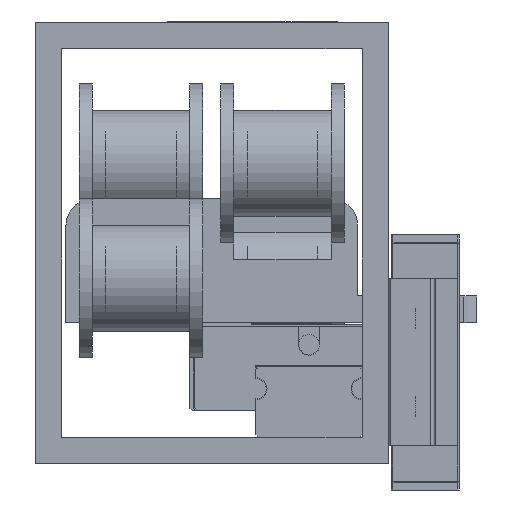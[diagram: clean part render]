
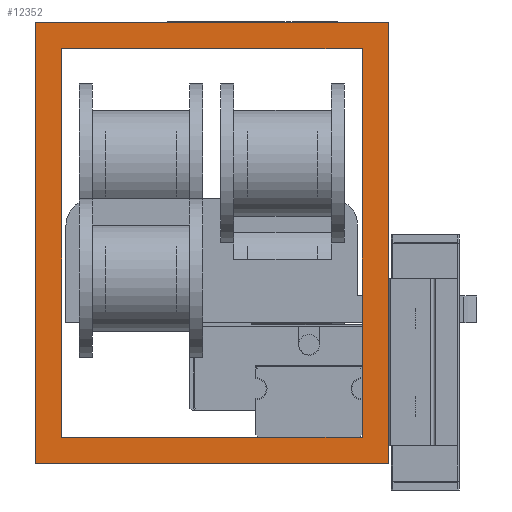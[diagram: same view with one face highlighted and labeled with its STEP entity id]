
A CAD part, left-side view. The second image highlights one B-rep face of the part: STEP entity #12352.
In plain terms, the highlighted planar face has unit normal (-1, 0, 0).
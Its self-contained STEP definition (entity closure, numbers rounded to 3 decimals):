
#1043=LINE('',#18908,#2443);
#1440=LINE('',#19815,#2840);
#1444=LINE('',#19833,#2844);
#1445=LINE('',#19835,#2845);
#1452=LINE('',#19855,#2852);
#1453=LINE('',#19857,#2853);
#1454=LINE('',#19859,#2854);
#1455=LINE('',#19860,#2855);
#2443=VECTOR('',#15402,10.);
#2840=VECTOR('',#16249,10.);
#2844=VECTOR('',#16269,10.);
#2845=VECTOR('',#16272,10.);
#2852=VECTOR('',#16297,10.);
#2853=VECTOR('',#16298,10.);
#2854=VECTOR('',#16299,10.);
#2855=VECTOR('',#16300,10.);
#3106=FACE_BOUND('',#4487,.T.);
#3724=FACE_OUTER_BOUND('',#4486,.T.);
#4486=EDGE_LOOP('',(#10753,#10754,#10755,#10756));
#4487=EDGE_LOOP('',(#10757,#10758,#10759,#10760));
#5658=VERTEX_POINT('',#18905);
#5659=VERTEX_POINT('',#18907);
#5943=VERTEX_POINT('',#19812);
#5944=VERTEX_POINT('',#19814);
#5953=VERTEX_POINT('',#19853);
#5954=VERTEX_POINT('',#19854);
#5955=VERTEX_POINT('',#19856);
#5956=VERTEX_POINT('',#19858);
#7125=EDGE_CURVE('',#5658,#5659,#1043,.T.);
#7580=EDGE_CURVE('',#5943,#5944,#1440,.T.);
#7590=EDGE_CURVE('',#5659,#5943,#1444,.T.);
#7591=EDGE_CURVE('',#5658,#5944,#1445,.T.);
#7600=EDGE_CURVE('',#5953,#5954,#1452,.T.);
#7601=EDGE_CURVE('',#5953,#5955,#1453,.T.);
#7602=EDGE_CURVE('',#5956,#5955,#1454,.T.);
#7603=EDGE_CURVE('',#5956,#5954,#1455,.T.);
#10753=ORIENTED_EDGE('',*,*,#7600,.F.);
#10754=ORIENTED_EDGE('',*,*,#7601,.T.);
#10755=ORIENTED_EDGE('',*,*,#7602,.F.);
#10756=ORIENTED_EDGE('',*,*,#7603,.T.);
#10757=ORIENTED_EDGE('',*,*,#7125,.F.);
#10758=ORIENTED_EDGE('',*,*,#7591,.T.);
#10759=ORIENTED_EDGE('',*,*,#7580,.F.);
#10760=ORIENTED_EDGE('',*,*,#7590,.F.);
#11748=PLANE('',#13268);
#12352=ADVANCED_FACE('',(#3724,#3106),#11748,.T.);
#13268=AXIS2_PLACEMENT_3D('',#19852,#16295,#16296);
#15402=DIRECTION('',(0.,0.,1.));
#16249=DIRECTION('',(0.,0.,-1.));
#16269=DIRECTION('',(0.,1.,0.));
#16272=DIRECTION('',(0.,1.,0.));
#16295=DIRECTION('center_axis',(-1.,0.,0.));
#16296=DIRECTION('ref_axis',(0.,0.,
1.));
#16297=DIRECTION('',(0.,0.,-1.));
#16298=DIRECTION('',(0.,1.,0.));
#16299=DIRECTION('',(0.,0.,1.));
#16300=DIRECTION('',(0.,-1.,0.));
#18905=CARTESIAN_POINT('',(-278.,13.,-28.5));
#18907=CARTESIAN_POINT('',(-278.,13.,15.5));
#18908=CARTESIAN_POINT('',(-278.,13.,6.));
#19812=CARTESIAN_POINT('',(-278.,47.,15.5));
#19814=CARTESIAN_POINT('',(-278.,47.,-28.5));
#19815=CARTESIAN_POINT('',(-278.,47.,-19.));
#19833=CARTESIAN_POINT('',(-278.,30.,15.5));
#19835=CARTESIAN_POINT('',(-278.,30.,-28.5));
#19852=CARTESIAN_POINT('Origin',(-278.,30.,-31.5));
#19853=CARTESIAN_POINT('',(-278.,10.,18.5));
#19854=CARTESIAN_POINT('',(-278.,10.,-31.5));
#19855=CARTESIAN_POINT('',(-278.,10.,18.5));
#19856=CARTESIAN_POINT('',(-278.,50.,18.5));
#19857=CARTESIAN_POINT('',(-278.,30.,18.5));
#19858=CARTESIAN_POINT('',(-278.,50.,-31.5));
#19859=CARTESIAN_POINT('',(-278.,50.,18.5));
#19860=CARTESIAN_POINT('',(-278.,30.,-31.5));
